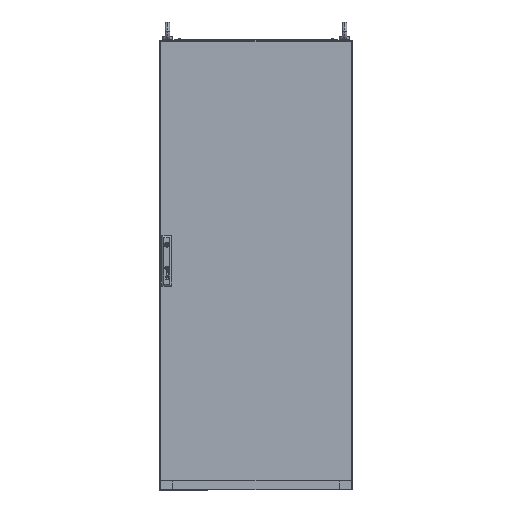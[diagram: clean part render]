
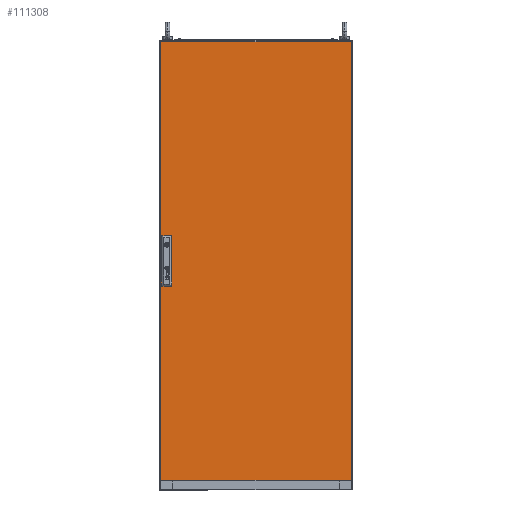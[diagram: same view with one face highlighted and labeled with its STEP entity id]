
A CAD part, top view. The second image highlights one B-rep face of the part: STEP entity #111308.
In plain terms, the highlighted planar face has unit normal (0, 0, 1).
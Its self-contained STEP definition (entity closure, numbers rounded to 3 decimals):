
#755 = EDGE_CURVE ( 'NONE', #145195, #141570, #55671, .T. ) ;
#1405 = LINE ( 'NONE', #120572, #172557 ) ;
#2116 = VECTOR ( 'NONE', #123212, 1000. ) ;
#2370 = ORIENTED_EDGE ( 'NONE', *, *, #74076, .T. ) ;
#2738 = CARTESIAN_POINT ( 'NONE',  ( 297., 697., 0. ) ) ;
#4657 = VECTOR ( 'NONE', #123026, 1000. ) ;
#4891 = CARTESIAN_POINT ( 'NONE',  ( -265.7, 38.5, 0. ) ) ;
#6732 = EDGE_LOOP ( 'NONE', ( #77265, #9749, #131785, #58232 ) ) ;
#6982 = DIRECTION ( 'NONE',  ( -1., 0., 0. ) ) ;
#7366 = VERTEX_POINT ( 'NONE', #149887 ) ;
#9749 = ORIENTED_EDGE ( 'NONE', *, *, #161963, .F. ) ;
#11616 = FACE_OUTER_BOUND ( 'NONE', #87650, .T. ) ;
#11973 = EDGE_CURVE ( 'NONE', #22771, #56424, #136395, .T. ) ;
#12749 = VERTEX_POINT ( 'NONE', #161142 ) ;
#14305 = LINE ( 'NONE', #70460, #138623 ) ;
#14449 = DIRECTION ( 'NONE',  ( 0., 1., 0. ) ) ;
#18224 = LINE ( 'NONE', #47176, #118124 ) ;
#20583 = EDGE_CURVE ( 'NONE', #7366, #30998, #18224, .T. ) ;
#22771 = VERTEX_POINT ( 'NONE', #116007 ) ;
#26058 = EDGE_CURVE ( 'NONE', #94305, #54736, #119423, .T. ) ;
#27389 = DIRECTION ( 'NONE',  ( 1., 0., 0. ) ) ;
#30998 = VERTEX_POINT ( 'NONE', #35436 ) ;
#34807 = LINE ( 'NONE', #2738, #65112 ) ;
#35344 = EDGE_LOOP ( 'NONE', ( #108003, #64962, #90412, #122482 ) ) ;
#35436 = CARTESIAN_POINT ( 'NONE',  ( -297., -670., 0. ) ) ;
#37283 = ORIENTED_EDGE ( 'NONE', *, *, #20583, .T. ) ;
#39012 = CARTESIAN_POINT ( 'NONE',  ( -265.7, -61.5, 0. ) ) ;
#39622 = DIRECTION ( 'NONE',  ( 0., 0., 1. ) ) ;
#47176 = CARTESIAN_POINT ( 'NONE',  ( -297., 697., 0. ) ) ;
#52886 = FACE_BOUND ( 'NONE', #35344, .T. ) ;
#53726 = EDGE_CURVE ( 'NONE', #54736, #145195, #64612, .T. ) ;
#54082 = VECTOR ( 'NONE', #118736, 1000. ) ;
#54736 = VERTEX_POINT ( 'NONE', #164518 ) ;
#55671 = LINE ( 'NONE', #122143, #4657 ) ;
#56424 = VERTEX_POINT ( 'NONE', #57980 ) ;
#57328 = DIRECTION ( 'NONE',  ( 0., -1., 0. ) ) ;
#57520 = LINE ( 'NONE', #82853, #160451 ) ;
#57980 = CARTESIAN_POINT ( 'NONE',  ( -265.7, 38.5, 0. ) ) ;
#58232 = ORIENTED_EDGE ( 'NONE', *, *, #11973, .F. ) ;
#62846 = LINE ( 'NONE', #130199, #54082 ) ;
#64612 = LINE ( 'NONE', #39012, #84821 ) ;
#64962 = ORIENTED_EDGE ( 'NONE', *, *, #755, .F. ) ;
#65112 = VECTOR ( 'NONE', #84226, 1000. ) ;
#69376 = EDGE_CURVE ( 'NONE', #12749, #7366, #62846, .T. ) ;
#70460 = CARTESIAN_POINT ( 'NONE',  ( -290.7, -61.5, 0. ) ) ;
#70913 = DIRECTION ( 'NONE',  ( 0., -1., 0. ) ) ;
#74076 = EDGE_CURVE ( 'NONE', #30998, #75955, #57520, .T. ) ;
#75955 = VERTEX_POINT ( 'NONE', #146157 ) ;
#77265 = ORIENTED_EDGE ( 'NONE', *, *, #173087, .F. ) ;
#78129 = DIRECTION ( 'NONE',  ( 0., 1., 0. ) ) ;
#80463 = VERTEX_POINT ( 'NONE', #83576 ) ;
#81210 = DIRECTION ( 'NONE',  ( 0., -1., 0. ) ) ;
#82853 = CARTESIAN_POINT ( 'NONE',  ( -297., -670., 0. ) ) ;
#82858 = CARTESIAN_POINT ( 'NONE',  ( -265.7, -11.5, 0. ) ) ;
#83576 = CARTESIAN_POINT ( 'NONE',  ( -290.7, 88.5, 0. ) ) ;
#84226 = DIRECTION ( 'NONE',  ( 0., 1., 0. ) ) ;
#84821 = VECTOR ( 'NONE', #14449, 1000. ) ;
#85892 = LINE ( 'NONE', #139379, #142976 ) ;
#87650 = EDGE_LOOP ( 'NONE', ( #37283, #2370, #164898, #139759 ) ) ;
#89623 = CARTESIAN_POINT ( 'NONE',  ( -290.7, -11.5, 0. ) ) ;
#90412 = ORIENTED_EDGE ( 'NONE', *, *, #53726, .F. ) ;
#94305 = VERTEX_POINT ( 'NONE', #135091 ) ;
#102640 = VERTEX_POINT ( 'NONE', #140396 ) ;
#106259 = CARTESIAN_POINT ( 'NONE',  ( 0., 0., 0. ) ) ;
#108003 = ORIENTED_EDGE ( 'NONE', *, *, #133146, .F. ) ;
#111308 = ADVANCED_FACE ( 'NONE', ( #160731, #52886, #11616 ), #147514, .T. ) ;
#114883 = LINE ( 'NONE', #169446, #117719 ) ;
#116007 = CARTESIAN_POINT ( 'NONE',  ( -290.7, 38.5, 0. ) ) ;
#117719 = VECTOR ( 'NONE', #78129, 1000. ) ;
#118124 = VECTOR ( 'NONE', #70913, 1000. ) ;
#118736 = DIRECTION ( 'NONE',  ( -1., 0., 0. ) ) ;
#119423 = LINE ( 'NONE', #131774, #137711 ) ;
#120572 = CARTESIAN_POINT ( 'NONE',  ( -290.7, 38.5, 0. ) ) ;
#122143 = CARTESIAN_POINT ( 'NONE',  ( -265.7, -11.5, 0. ) ) ;
#122482 = ORIENTED_EDGE ( 'NONE', *, *, #26058, .F. ) ;
#123026 = DIRECTION ( 'NONE',  ( -1., 0., 0. ) ) ;
#123212 = DIRECTION ( 'NONE',  ( 1., 0., 0. ) ) ;
#130199 = CARTESIAN_POINT ( 'NONE',  ( -297., 697., 0. ) ) ;
#131774 = CARTESIAN_POINT ( 'NONE',  ( -265.7, -61.5, 0. ) ) ;
#131785 = ORIENTED_EDGE ( 'NONE', *, *, #162263, .F. ) ;
#133146 = EDGE_CURVE ( 'NONE', #141570, #94305, #14305, .T. ) ;
#135091 = CARTESIAN_POINT ( 'NONE',  ( -290.7, -61.5, 0. ) ) ;
#136395 = LINE ( 'NONE', #4891, #2116 ) ;
#137711 = VECTOR ( 'NONE', #173121, 1000. ) ;
#138034 = DIRECTION ( 'NONE',  ( 1., 0., 0. ) ) ;
#138623 = VECTOR ( 'NONE', #57328, 1000. ) ;
#139379 = CARTESIAN_POINT ( 'NONE',  ( -265.7, 88.5, 0. ) ) ;
#139759 = ORIENTED_EDGE ( 'NONE', *, *, #69376, .T. ) ;
#140396 = CARTESIAN_POINT ( 'NONE',  ( -265.7, 88.5, 0. ) ) ;
#141570 = VERTEX_POINT ( 'NONE', #89623 ) ;
#142976 = VECTOR ( 'NONE', #6982, 1000. ) ;
#145195 = VERTEX_POINT ( 'NONE', #82858 ) ;
#146157 = CARTESIAN_POINT ( 'NONE',  ( 297., -670., 0. ) ) ;
#147514 = PLANE ( 'NONE',  #148056 ) ;
#148056 = AXIS2_PLACEMENT_3D ( 'NONE', #106259, #39622, #27389 ) ;
#149887 = CARTESIAN_POINT ( 'NONE',  ( -297., 697., 0. ) ) ;
#154375 = EDGE_CURVE ( 'NONE', #75955, #12749, #34807, .T. ) ;
#160451 = VECTOR ( 'NONE', #138034, 1000. ) ;
#160731 = FACE_BOUND ( 'NONE', #6732, .T. ) ;
#161142 = CARTESIAN_POINT ( 'NONE',  ( 297., 697., 0. ) ) ;
#161963 = EDGE_CURVE ( 'NONE', #102640, #80463, #85892, .T. ) ;
#162263 = EDGE_CURVE ( 'NONE', #56424, #102640, #114883, .T. ) ;
#164518 = CARTESIAN_POINT ( 'NONE',  ( -265.7, -61.5, 0. ) ) ;
#164898 = ORIENTED_EDGE ( 'NONE', *, *, #154375, .T. ) ;
#169446 = CARTESIAN_POINT ( 'NONE',  ( -265.7, 38.5, 0. ) ) ;
#172557 = VECTOR ( 'NONE', #81210, 1000. ) ;
#173087 = EDGE_CURVE ( 'NONE', #80463, #22771, #1405, .T. ) ;
#173121 = DIRECTION ( 'NONE',  ( 1., 0., 0. ) ) ;
